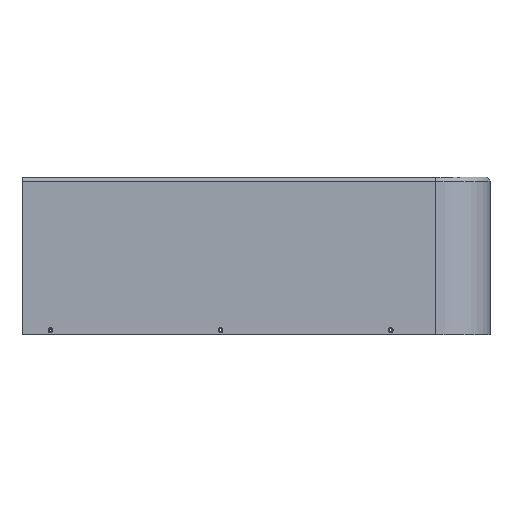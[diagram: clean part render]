
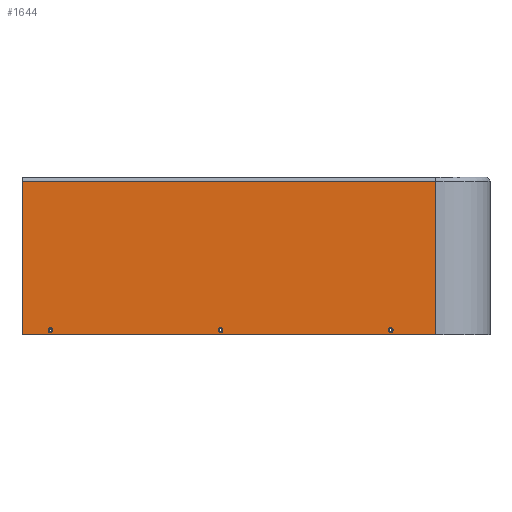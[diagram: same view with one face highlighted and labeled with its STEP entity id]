
A CAD part, front view. The second image highlights one B-rep face of the part: STEP entity #1644.
In plain terms, the highlighted planar face has unit normal (0, -1, 0).
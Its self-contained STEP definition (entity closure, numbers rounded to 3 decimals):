
#44 = PLANE('',#45);
#45 = AXIS2_PLACEMENT_3D('',#46,#47,#48);
#46 = CARTESIAN_POINT('',(245.,275.,0.));
#47 = DIRECTION('',(0.,0.,1.));
#48 = DIRECTION('',(1.,0.,0.));
#72 = PLANE('',#73);
#73 = AXIS2_PLACEMENT_3D('',#74,#75,#76);
#74 = CARTESIAN_POINT('',(0.,309.608,95.861));
#75 = DIRECTION('',(1.,0.,0.));
#76 = DIRECTION('',(0.,0.,1.));
#260 = VERTEX_POINT('',#261);
#261 = CARTESIAN_POINT('',(0.,-5.,0.));
#282 = EDGE_CURVE('',#260,#283,#285,.T.);
#283 = VERTEX_POINT('',#284);
#284 = CARTESIAN_POINT('',(437.5,-5.,0.));
#285 = SURFACE_CURVE('',#286,(#290,#297),.PCURVE_S1.);
#286 = LINE('',#287,#288);
#287 = CARTESIAN_POINT('',(0.,-5.,0.));
#288 = VECTOR('',#289,1.);
#289 = DIRECTION('',(1.,0.,0.));
#290 = PCURVE('',#44,#291);
#291 = DEFINITIONAL_REPRESENTATION('',(#292),#296);
#292 = LINE('',#293,#294);
#293 = CARTESIAN_POINT('',(-245.,-280.));
#294 = VECTOR('',#295,1.);
#295 = DIRECTION('',(1.,0.));
#296 = ( GEOMETRIC_REPRESENTATION_CONTEXT(2) 
PARAMETRIC_REPRESENTATION_CONTEXT() REPRESENTATION_CONTEXT('2D SPACE',''
  ) );
#297 = PCURVE('',#298,#303);
#298 = PLANE('',#299);
#299 = AXIS2_PLACEMENT_3D('',#300,#301,#302);
#300 = CARTESIAN_POINT('',(0.,-5.,0.));
#301 = DIRECTION('',(0.,1.,0.));
#302 = DIRECTION('',(1.,0.,0.));
#303 = DEFINITIONAL_REPRESENTATION('',(#304),#308);
#304 = LINE('',#305,#306);
#305 = CARTESIAN_POINT('',(0.,0.));
#306 = VECTOR('',#307,1.);
#307 = DIRECTION('',(1.,0.));
#308 = ( GEOMETRIC_REPRESENTATION_CONTEXT(2) 
PARAMETRIC_REPRESENTATION_CONTEXT() REPRESENTATION_CONTEXT('2D SPACE',''
  ) );
#327 = CYLINDRICAL_SURFACE('',#328,57.5);
#328 = AXIS2_PLACEMENT_3D('',#329,#330,#331);
#329 = CARTESIAN_POINT('',(437.5,52.5,0.));
#330 = DIRECTION('',(0.,0.,1.));
#331 = DIRECTION('',(0.,-1.,0.));
#715 = VERTEX_POINT('',#716);
#716 = CARTESIAN_POINT('',(0.,-5.,162.));
#735 = CYLINDRICAL_SURFACE('',#736,5.);
#736 = AXIS2_PLACEMENT_3D('',#737,#738,#739);
#737 = CARTESIAN_POINT('',(0.,0.,162.));
#738 = DIRECTION('',(1.,0.,0.));
#739 = DIRECTION('',(0.,0.,-1.));
#747 = EDGE_CURVE('',#260,#715,#748,.T.);
#748 = SURFACE_CURVE('',#749,(#753,#760),.PCURVE_S1.);
#749 = LINE('',#750,#751);
#750 = CARTESIAN_POINT('',(0.,-5.,0.));
#751 = VECTOR('',#752,1.);
#752 = DIRECTION('',(0.,0.,1.));
#753 = PCURVE('',#72,#754);
#754 = DEFINITIONAL_REPRESENTATION('',(#755),#759);
#755 = LINE('',#756,#757);
#756 = CARTESIAN_POINT('',(-95.861,314.608));
#757 = VECTOR('',#758,1.);
#758 = DIRECTION('',(1.,0.));
#759 = ( GEOMETRIC_REPRESENTATION_CONTEXT(2) 
PARAMETRIC_REPRESENTATION_CONTEXT() REPRESENTATION_CONTEXT('2D SPACE',''
  ) );
#760 = PCURVE('',#298,#761);
#761 = DEFINITIONAL_REPRESENTATION('',(#762),#766);
#762 = LINE('',#763,#764);
#763 = CARTESIAN_POINT('',(0.,0.));
#764 = VECTOR('',#765,1.);
#765 = DIRECTION('',(0.,-1.));
#766 = ( GEOMETRIC_REPRESENTATION_CONTEXT(2) 
PARAMETRIC_REPRESENTATION_CONTEXT() REPRESENTATION_CONTEXT('2D SPACE',''
  ) );
#1007 = CONICAL_SURFACE('',#1008,2.5,0.785);
#1008 = AXIS2_PLACEMENT_3D('',#1009,#1010,#1011);
#1009 = CARTESIAN_POINT('',(30.,-5.,5.));
#1010 = DIRECTION('',(0.,-1.,0.));
#1011 = DIRECTION('',(-1.,0.,0.));
#1062 = CONICAL_SURFACE('',#1063,2.5,0.785);
#1063 = AXIS2_PLACEMENT_3D('',#1064,#1065,#1066);
#1064 = CARTESIAN_POINT('',(210.,-5.,5.));
#1065 = DIRECTION('',(0.,-1.,0.));
#1066 = DIRECTION('',(-1.,0.,0.));
#1117 = CONICAL_SURFACE('',#1118,2.5,0.785);
#1118 = AXIS2_PLACEMENT_3D('',#1119,#1120,#1121);
#1119 = CARTESIAN_POINT('',(390.,-5.,5.));
#1120 = DIRECTION('',(0.,-1.,0.));
#1121 = DIRECTION('',(-1.,0.,0.));
#1596 = VERTEX_POINT('',#1597);
#1597 = CARTESIAN_POINT('',(437.5,-5.,162.));
#1624 = EDGE_CURVE('',#283,#1596,#1625,.T.);
#1625 = SURFACE_CURVE('',#1626,(#1630,#1637),.PCURVE_S1.);
#1626 = LINE('',#1627,#1628);
#1627 = CARTESIAN_POINT('',(437.5,-5.,0.));
#1628 = VECTOR('',#1629,1.);
#1629 = DIRECTION('',(0.,0.,1.));
#1630 = PCURVE('',#327,#1631);
#1631 = DEFINITIONAL_REPRESENTATION('',(#1632),#1636);
#1632 = LINE('',#1633,#1634);
#1633 = CARTESIAN_POINT('',(0.,0.));
#1634 = VECTOR('',#1635,1.);
#1635 = DIRECTION('',(0.,1.));
#1636 = ( GEOMETRIC_REPRESENTATION_CONTEXT(2) 
PARAMETRIC_REPRESENTATION_CONTEXT() REPRESENTATION_CONTEXT('2D SPACE',''
  ) );
#1637 = PCURVE('',#298,#1638);
#1638 = DEFINITIONAL_REPRESENTATION('',(#1639),#1643);
#1639 = LINE('',#1640,#1641);
#1640 = CARTESIAN_POINT('',(437.5,0.));
#1641 = VECTOR('',#1642,1.);
#1642 = DIRECTION('',(0.,-1.));
#1643 = ( GEOMETRIC_REPRESENTATION_CONTEXT(2) 
PARAMETRIC_REPRESENTATION_CONTEXT() REPRESENTATION_CONTEXT('2D SPACE',''
  ) );
#1644 = ADVANCED_FACE('',(#1645,#1671,#1701,#1731),#298,.F.);
#1645 = FACE_BOUND('',#1646,.F.);
#1646 = EDGE_LOOP('',(#1647,#1648,#1649,#1670));
#1647 = ORIENTED_EDGE('',*,*,#282,.F.);
#1648 = ORIENTED_EDGE('',*,*,#747,.T.);
#1649 = ORIENTED_EDGE('',*,*,#1650,.T.);
#1650 = EDGE_CURVE('',#715,#1596,#1651,.T.);
#1651 = SURFACE_CURVE('',#1652,(#1656,#1663),.PCURVE_S1.);
#1652 = LINE('',#1653,#1654);
#1653 = CARTESIAN_POINT('',(0.,-5.,162.));
#1654 = VECTOR('',#1655,1.);
#1655 = DIRECTION('',(1.,0.,0.));
#1656 = PCURVE('',#298,#1657);
#1657 = DEFINITIONAL_REPRESENTATION('',(#1658),#1662);
#1658 = LINE('',#1659,#1660);
#1659 = CARTESIAN_POINT('',(0.,-162.));
#1660 = VECTOR('',#1661,1.);
#1661 = DIRECTION('',(1.,0.));
#1662 = ( GEOMETRIC_REPRESENTATION_CONTEXT(2) 
PARAMETRIC_REPRESENTATION_CONTEXT() REPRESENTATION_CONTEXT('2D SPACE',''
  ) );
#1663 = PCURVE('',#735,#1664);
#1664 = DEFINITIONAL_REPRESENTATION('',(#1665),#1669);
#1665 = LINE('',#1666,#1667);
#1666 = CARTESIAN_POINT('',(-1.571,0.));
#1667 = VECTOR('',#1668,1.);
#1668 = DIRECTION('',(-0.,1.));
#1669 = ( GEOMETRIC_REPRESENTATION_CONTEXT(2) 
PARAMETRIC_REPRESENTATION_CONTEXT() REPRESENTATION_CONTEXT('2D SPACE',''
  ) );
#1670 = ORIENTED_EDGE('',*,*,#1624,.F.);
#1671 = FACE_BOUND('',#1672,.F.);
#1672 = EDGE_LOOP('',(#1673));
#1673 = ORIENTED_EDGE('',*,*,#1674,.T.);
#1674 = EDGE_CURVE('',#1675,#1675,#1677,.T.);
#1675 = VERTEX_POINT('',#1676);
#1676 = CARTESIAN_POINT('',(27.5,-5.,5.));
#1677 = SURFACE_CURVE('',#1678,(#1683,#1694),.PCURVE_S1.);
#1678 = CIRCLE('',#1679,2.5);
#1679 = AXIS2_PLACEMENT_3D('',#1680,#1681,#1682);
#1680 = CARTESIAN_POINT('',(30.,-5.,5.));
#1681 = DIRECTION('',(0.,-1.,0.));
#1682 = DIRECTION('',(-1.,0.,0.));
#1683 = PCURVE('',#298,#1684);
#1684 = DEFINITIONAL_REPRESENTATION('',(#1685),#1693);
#1685 = ( BOUNDED_CURVE() B_SPLINE_CURVE(2,(#1686,#1687,#1688,#1689,
#1690,#1691,#1692),.UNSPECIFIED.,.T.,.F.) B_SPLINE_CURVE_WITH_KNOTS((1,2
    ,2,2,2,1),(-2.094,0.,2.094,4.189,
6.283,8.378),.UNSPECIFIED.) CURVE() 
GEOMETRIC_REPRESENTATION_ITEM() RATIONAL_B_SPLINE_CURVE((1.,0.5,1.,0.5,
1.,0.5,1.)) REPRESENTATION_ITEM('') );
#1686 = CARTESIAN_POINT('',(27.5,-5.));
#1687 = CARTESIAN_POINT('',(27.5,-0.67));
#1688 = CARTESIAN_POINT('',(31.25,-2.835));
#1689 = CARTESIAN_POINT('',(35.,-5.));
#1690 = CARTESIAN_POINT('',(31.25,-7.165));
#1691 = CARTESIAN_POINT('',(27.5,-9.33));
#1692 = CARTESIAN_POINT('',(27.5,-5.));
#1693 = ( GEOMETRIC_REPRESENTATION_CONTEXT(2) 
PARAMETRIC_REPRESENTATION_CONTEXT() REPRESENTATION_CONTEXT('2D SPACE',''
  ) );
#1694 = PCURVE('',#1007,#1695);
#1695 = DEFINITIONAL_REPRESENTATION('',(#1696),#1700);
#1696 = LINE('',#1697,#1698);
#1697 = CARTESIAN_POINT('',(0.,-0.));
#1698 = VECTOR('',#1699,1.);
#1699 = DIRECTION('',(1.,-0.));
#1700 = ( GEOMETRIC_REPRESENTATION_CONTEXT(2) 
PARAMETRIC_REPRESENTATION_CONTEXT() REPRESENTATION_CONTEXT('2D SPACE',''
  ) );
#1701 = FACE_BOUND('',#1702,.F.);
#1702 = EDGE_LOOP('',(#1703));
#1703 = ORIENTED_EDGE('',*,*,#1704,.T.);
#1704 = EDGE_CURVE('',#1705,#1705,#1707,.T.);
#1705 = VERTEX_POINT('',#1706);
#1706 = CARTESIAN_POINT('',(207.5,-5.,5.));
#1707 = SURFACE_CURVE('',#1708,(#1713,#1724),.PCURVE_S1.);
#1708 = CIRCLE('',#1709,2.5);
#1709 = AXIS2_PLACEMENT_3D('',#1710,#1711,#1712);
#1710 = CARTESIAN_POINT('',(210.,-5.,5.));
#1711 = DIRECTION('',(0.,-1.,0.));
#1712 = DIRECTION('',(-1.,0.,0.));
#1713 = PCURVE('',#298,#1714);
#1714 = DEFINITIONAL_REPRESENTATION('',(#1715),#1723);
#1715 = ( BOUNDED_CURVE() B_SPLINE_CURVE(2,(#1716,#1717,#1718,#1719,
#1720,#1721,#1722),.UNSPECIFIED.,.T.,.F.) B_SPLINE_CURVE_WITH_KNOTS((1,2
    ,2,2,2,1),(-2.094,0.,2.094,4.189,
6.283,8.378),.UNSPECIFIED.) CURVE() 
GEOMETRIC_REPRESENTATION_ITEM() RATIONAL_B_SPLINE_CURVE((1.,0.5,1.,0.5,
1.,0.5,1.)) REPRESENTATION_ITEM('') );
#1716 = CARTESIAN_POINT('',(207.5,-5.));
#1717 = CARTESIAN_POINT('',(207.5,-0.67));
#1718 = CARTESIAN_POINT('',(211.25,-2.835));
#1719 = CARTESIAN_POINT('',(215.,-5.));
#1720 = CARTESIAN_POINT('',(211.25,-7.165));
#1721 = CARTESIAN_POINT('',(207.5,-9.33));
#1722 = CARTESIAN_POINT('',(207.5,-5.));
#1723 = ( GEOMETRIC_REPRESENTATION_CONTEXT(2) 
PARAMETRIC_REPRESENTATION_CONTEXT() REPRESENTATION_CONTEXT('2D SPACE',''
  ) );
#1724 = PCURVE('',#1062,#1725);
#1725 = DEFINITIONAL_REPRESENTATION('',(#1726),#1730);
#1726 = LINE('',#1727,#1728);
#1727 = CARTESIAN_POINT('',(0.,-0.));
#1728 = VECTOR('',#1729,1.);
#1729 = DIRECTION('',(1.,-0.));
#1730 = ( GEOMETRIC_REPRESENTATION_CONTEXT(2) 
PARAMETRIC_REPRESENTATION_CONTEXT() REPRESENTATION_CONTEXT('2D SPACE',''
  ) );
#1731 = FACE_BOUND('',#1732,.F.);
#1732 = EDGE_LOOP('',(#1733));
#1733 = ORIENTED_EDGE('',*,*,#1734,.T.);
#1734 = EDGE_CURVE('',#1735,#1735,#1737,.T.);
#1735 = VERTEX_POINT('',#1736);
#1736 = CARTESIAN_POINT('',(387.5,-5.,5.));
#1737 = SURFACE_CURVE('',#1738,(#1743,#1754),.PCURVE_S1.);
#1738 = CIRCLE('',#1739,2.5);
#1739 = AXIS2_PLACEMENT_3D('',#1740,#1741,#1742);
#1740 = CARTESIAN_POINT('',(390.,-5.,5.));
#1741 = DIRECTION('',(0.,-1.,0.));
#1742 = DIRECTION('',(-1.,0.,0.));
#1743 = PCURVE('',#298,#1744);
#1744 = DEFINITIONAL_REPRESENTATION('',(#1745),#1753);
#1745 = ( BOUNDED_CURVE() B_SPLINE_CURVE(2,(#1746,#1747,#1748,#1749,
#1750,#1751,#1752),.UNSPECIFIED.,.T.,.F.) B_SPLINE_CURVE_WITH_KNOTS((1,2
    ,2,2,2,1),(-2.094,0.,2.094,4.189,
6.283,8.378),.UNSPECIFIED.) CURVE() 
GEOMETRIC_REPRESENTATION_ITEM() RATIONAL_B_SPLINE_CURVE((1.,0.5,1.,0.5,
1.,0.5,1.)) REPRESENTATION_ITEM('') );
#1746 = CARTESIAN_POINT('',(387.5,-5.));
#1747 = CARTESIAN_POINT('',(387.5,-0.67));
#1748 = CARTESIAN_POINT('',(391.25,-2.835));
#1749 = CARTESIAN_POINT('',(395.,-5.));
#1750 = CARTESIAN_POINT('',(391.25,-7.165));
#1751 = CARTESIAN_POINT('',(387.5,-9.33));
#1752 = CARTESIAN_POINT('',(387.5,-5.));
#1753 = ( GEOMETRIC_REPRESENTATION_CONTEXT(2) 
PARAMETRIC_REPRESENTATION_CONTEXT() REPRESENTATION_CONTEXT('2D SPACE',''
  ) );
#1754 = PCURVE('',#1117,#1755);
#1755 = DEFINITIONAL_REPRESENTATION('',(#1756),#1760);
#1756 = LINE('',#1757,#1758);
#1757 = CARTESIAN_POINT('',(0.,-0.));
#1758 = VECTOR('',#1759,1.);
#1759 = DIRECTION('',(1.,-0.));
#1760 = ( GEOMETRIC_REPRESENTATION_CONTEXT(2) 
PARAMETRIC_REPRESENTATION_CONTEXT() REPRESENTATION_CONTEXT('2D SPACE',''
  ) );
